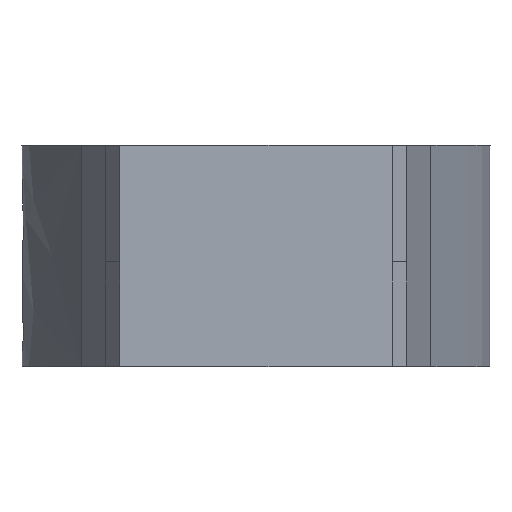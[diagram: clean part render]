
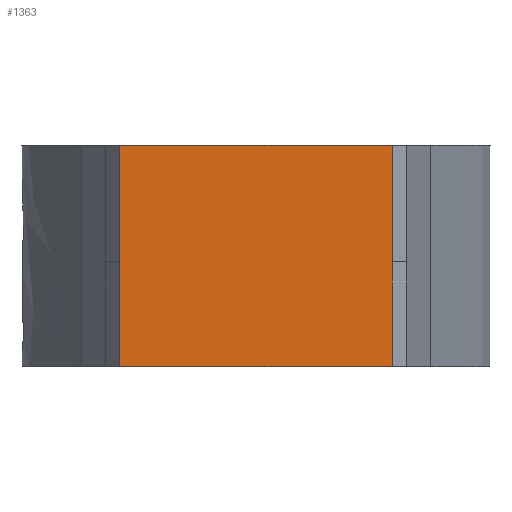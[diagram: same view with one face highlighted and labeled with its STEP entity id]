
A CAD part, front view. The second image highlights one B-rep face of the part: STEP entity #1363.
In plain terms, the highlighted planar face has unit normal (0, -1, 0).
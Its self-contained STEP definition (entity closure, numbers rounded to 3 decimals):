
#85=B_SPLINE_CURVE_WITH_KNOTS('',3,(#2482,#2483,#2484,#2485),
 .UNSPECIFIED.,.F.,.F.,(4,4),(-3.,-2.),
 .UNSPECIFIED.);
#86=B_SPLINE_CURVE_WITH_KNOTS('',3,(#2486,#2487,#2488,#2489),
 .UNSPECIFIED.,.F.,.F.,(4,4),(-2.,-1.),.UNSPECIFIED.);
#92=B_SPLINE_CURVE_WITH_KNOTS('',3,(#2533,#2534,#2535,#2536),
 .UNSPECIFIED.,.F.,.F.,(4,4),(1.,2.),.UNSPECIFIED.);
#93=B_SPLINE_CURVE_WITH_KNOTS('',3,(#2537,#2538,#2539,#2540),
 .UNSPECIFIED.,.F.,.F.,(4,4),(2.,3.),
 .UNSPECIFIED.);
#102=B_SPLINE_CURVE_WITH_KNOTS('',3,(#2859,#2860,#2861,#2862),
 .UNSPECIFIED.,.F.,.F.,(4,4),(-5.,-3.2),.UNSPECIFIED.);
#103=B_SPLINE_CURVE_WITH_KNOTS('',3,(#2863,#2864,#2865,#2866),
 .UNSPECIFIED.,.F.,.F.,(4,4),(3.2,5.),.UNSPECIFIED.);
#154=PLANE('',#1503);
#222=FACE_OUTER_BOUND('',#311,.T.);
#311=EDGE_LOOP('',(#1144,#1145,#1146,#1147,#1148,#1149,#1150,#1151));
#368=LINE('',#1968,#439);
#413=LINE('',#2698,#484);
#439=VECTOR('',#1672,10.);
#484=VECTOR('',#1817,10.);
#590=VERTEX_POINT('',#1959);
#592=VERTEX_POINT('',#1967);
#618=VERTEX_POINT('',#2473);
#620=VERTEX_POINT('',#2481);
#623=VERTEX_POINT('',#2516);
#625=VERTEX_POINT('',#2532);
#661=VERTEX_POINT('',#2689);
#663=VERTEX_POINT('',#2697);
#743=EDGE_CURVE('',#592,#590,#368,.T.);
#776=EDGE_CURVE('',#618,#620,#85,.T.);
#777=EDGE_CURVE('',#620,#590,#86,.T.);
#783=EDGE_CURVE('',#592,#625,#92,.T.);
#784=EDGE_CURVE('',#625,#623,#93,.T.);
#839=EDGE_CURVE('',#661,#663,#413,.T.);
#855=EDGE_CURVE('',#663,#618,#102,.T.);
#856=EDGE_CURVE('',#623,#661,#103,.T.);
#1144=ORIENTED_EDGE('',*,*,#855,.F.);
#1145=ORIENTED_EDGE('',*,*,#839,.F.);
#1146=ORIENTED_EDGE('',*,*,#856,.F.);
#1147=ORIENTED_EDGE('',*,*,#784,.F.);
#1148=ORIENTED_EDGE('',*,*,#783,.F.);
#1149=ORIENTED_EDGE('',*,*,#743,.T.);
#1150=ORIENTED_EDGE('',*,*,#777,.F.);
#1151=ORIENTED_EDGE('',*,*,#776,.F.);
#1363=ADVANCED_FACE('',(#222),#154,.T.);
#1503=AXIS2_PLACEMENT_3D('',#2858,#1821,#1822);
#1672=DIRECTION('',(-1.,0.,0.));
#1817=DIRECTION('',(-1.,0.,0.));
#1821=DIRECTION('center_axis',(0.,-1.,0.));
#1822=DIRECTION('ref_axis',(1.,0.,0.));
#1959=CARTESIAN_POINT('',(-23.4,-103.,-2.));
#1967=CARTESIAN_POINT('',(23.4,-103.,-2.));
#1968=CARTESIAN_POINT('',(1.5,-103.,-2.));
#2473=CARTESIAN_POINT('',(-23.4,-103.,-22.));
#2481=CARTESIAN_POINT('',(-23.4,-103.,-12.));
#2482=CARTESIAN_POINT('Ctrl Pts',(-23.4,-103.,-22.));
#2483=CARTESIAN_POINT('Ctrl Pts',(-23.4,-103.,-18.667));
#2484=CARTESIAN_POINT('Ctrl Pts',(-23.4,-103.,-15.333));
#2485=CARTESIAN_POINT('Ctrl Pts',(-23.4,-103.,-12.));
#2486=CARTESIAN_POINT('Ctrl Pts',(-23.4,-103.,-12.));
#2487=CARTESIAN_POINT('Ctrl Pts',(-23.4,-103.,-8.667));
#2488=CARTESIAN_POINT('Ctrl Pts',(-23.4,-103.,-5.333));
#2489=CARTESIAN_POINT('Ctrl Pts',(-23.4,-103.,-2.));
#2516=CARTESIAN_POINT('',(23.4,-103.,-22.));
#2532=CARTESIAN_POINT('',(23.4,-103.,-12.));
#2533=CARTESIAN_POINT('Ctrl Pts',(23.4,-103.,-2.));
#2534=CARTESIAN_POINT('Ctrl Pts',(23.4,-103.,-5.333));
#2535=CARTESIAN_POINT('Ctrl Pts',(23.4,-103.,-8.667));
#2536=CARTESIAN_POINT('Ctrl Pts',(23.4,-103.,-12.));
#2537=CARTESIAN_POINT('Ctrl Pts',(23.4,-103.,-12.));
#2538=CARTESIAN_POINT('Ctrl Pts',(23.4,-103.,-15.333));
#2539=CARTESIAN_POINT('Ctrl Pts',(23.4,-103.,-18.667));
#2540=CARTESIAN_POINT('Ctrl Pts',(23.4,-103.,-22.));
#2689=CARTESIAN_POINT('',(23.4,-103.,-40.));
#2697=CARTESIAN_POINT('',(-23.4,-103.,-40.));
#2698=CARTESIAN_POINT('',(-27.,-103.,-40.));
#2858=CARTESIAN_POINT('Origin',(-27.,-103.,10.));
#2859=CARTESIAN_POINT('Ctrl Pts',(-23.4,-103.,-40.));
#2860=CARTESIAN_POINT('Ctrl Pts',(-23.4,-103.,-34.));
#2861=CARTESIAN_POINT('Ctrl Pts',(-23.4,-103.,-28.));
#2862=CARTESIAN_POINT('Ctrl Pts',(-23.4,-103.,-22.));
#2863=CARTESIAN_POINT('Ctrl Pts',(23.4,-103.,-22.));
#2864=CARTESIAN_POINT('Ctrl Pts',(23.4,-103.,-28.));
#2865=CARTESIAN_POINT('Ctrl Pts',(23.4,-103.,-34.));
#2866=CARTESIAN_POINT('Ctrl Pts',(23.4,-103.,-40.));
